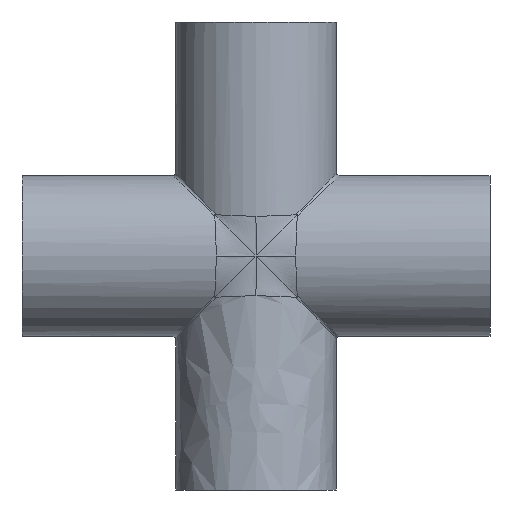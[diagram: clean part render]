
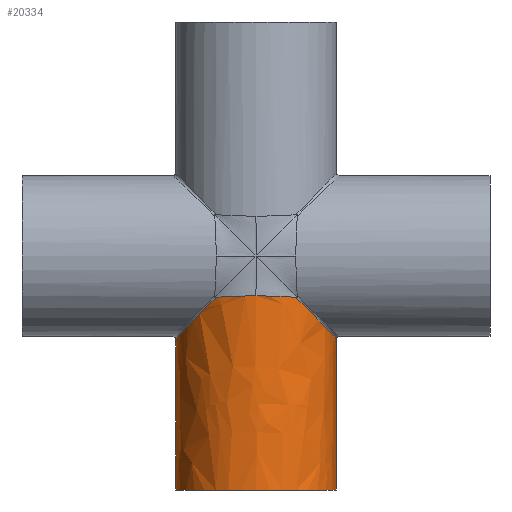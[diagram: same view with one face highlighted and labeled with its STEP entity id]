
A CAD part, front view. The second image highlights one B-rep face of the part: STEP entity #20334.
In plain terms, the highlighted free-form (B-spline) face has degree [1, 2] with [2, 9] control points.
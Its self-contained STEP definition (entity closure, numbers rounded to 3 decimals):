
#1722=CARTESIAN_POINT('',(0.,-64.5,-31.991));
#1723=VERTEX_POINT('',#1722);
#1747=CARTESIAN_POINT('',(32.744,-55.57,-33.759));
#1748=VERTEX_POINT('',#1747);
#1749=CARTESIAN_POINT('',(0.,-64.5,-31.991));
#1750=CARTESIAN_POINT('',(2.991,-64.5,-31.991));
#1751=CARTESIAN_POINT('',(5.982,-64.288,-32.011));
#1752=CARTESIAN_POINT('',(8.855,-63.889,-32.049));
#1753=CARTESIAN_POINT('',(11.824,-63.478,-32.089));
#1754=CARTESIAN_POINT('',(14.667,-62.868,-32.15));
#1755=CARTESIAN_POINT('',(17.273,-62.144,-32.231));
#1756=CARTESIAN_POINT('',(20.308,-61.3,-32.326));
#1757=CARTESIAN_POINT('',(23.021,-60.302,-32.449));
#1758=CARTESIAN_POINT('',(25.285,-59.337,-32.599));
#1759=CARTESIAN_POINT('',(27.561,-58.367,-32.751));
#1760=CARTESIAN_POINT('',(29.386,-57.435,-32.931));
#1761=CARTESIAN_POINT('',(30.67,-56.742,-33.139));
#1762=CARTESIAN_POINT('',(31.807,-56.127,-33.323));
#1763=CARTESIAN_POINT('',(32.522,-55.701,-33.53));
#1764=CARTESIAN_POINT('',(32.744,-55.57,-33.759));
#1765=B_SPLINE_CURVE_WITH_KNOTS('',3,(#1749,#1750,#1751,#1752,#1753,#1754,#1755,#1756,#1757,#1758,#1759,#1760,#1761,#1762,#1763,#1764),.UNSPECIFIED.,.F.,.U.,(4,3,3,3,3,4),(0.5,0.591,0.684,0.793,0.903,1.0),.UNSPECIFIED.);
#1766=EDGE_CURVE('',#1723,#1748,#1765,.T.);
#2310=CARTESIAN_POINT('',(-32.744,-55.57,-33.759));
#2311=VERTEX_POINT('',#2310);
#2319=CARTESIAN_POINT('',(-32.744,-55.57,-33.759));
#2320=CARTESIAN_POINT('',(-32.521,-55.702,-33.529));
#2321=CARTESIAN_POINT('',(-31.801,-56.13,-33.322));
#2322=CARTESIAN_POINT('',(-30.655,-56.749,-33.137));
#2323=CARTESIAN_POINT('',(-29.234,-57.517,-32.907));
#2324=CARTESIAN_POINT('',(-27.152,-58.575,-32.712));
#2325=CARTESIAN_POINT('',(-24.532,-59.653,-32.551));
#2326=CARTESIAN_POINT('',(-22.369,-60.542,-32.419));
#2327=CARTESIAN_POINT('',(-19.839,-61.442,-32.31));
#2328=CARTESIAN_POINT('',(-17.042,-62.208,-32.224));
#2329=CARTESIAN_POINT('',(-14.477,-62.911,-32.146));
#2330=CARTESIAN_POINT('',(-11.687,-63.5,-32.087));
#2331=CARTESIAN_POINT('',(-8.778,-63.9,-32.048));
#2332=CARTESIAN_POINT('',(-5.928,-64.291,-32.01));
#2333=CARTESIAN_POINT('',(-2.964,-64.5,-31.991));
#2334=CARTESIAN_POINT('',(0.,-64.5,-31.991));
#2335=B_SPLINE_CURVE_WITH_KNOTS('',3,(#2319,#2320,#2321,#2322,#2323,#2324,#2325,#2326,#2327,#2328,#2329,#2330,#2331,#2332,#2333,#2334),.UNSPECIFIED.,.F.,.U.,(4,3,3,3,3,4),(0.0,0.098,0.219,0.319,0.41,0.5),.UNSPECIFIED.);
#2336=EDGE_CURVE('',#2311,#1723,#2335,.T.);
#7916=CARTESIAN_POINT('',(0.,64.5,-31.991));
#7917=VERTEX_POINT('',#7916);
#7941=CARTESIAN_POINT('',(-32.744,55.57,-33.759));
#7942=VERTEX_POINT('',#7941);
#7943=CARTESIAN_POINT('',(0.,64.5,-31.991));
#7944=CARTESIAN_POINT('',(-2.991,64.5,-31.991));
#7945=CARTESIAN_POINT('',(-5.982,64.288,-32.011));
#7946=CARTESIAN_POINT('',(-8.855,63.889,-32.049));
#7947=CARTESIAN_POINT('',(-11.824,63.478,-32.089));
#7948=CARTESIAN_POINT('',(-14.667,62.868,-32.15));
#7949=CARTESIAN_POINT('',(-17.273,62.144,-32.231));
#7950=CARTESIAN_POINT('',(-20.308,61.3,-32.326));
#7951=CARTESIAN_POINT('',(-23.021,60.302,-32.449));
#7952=CARTESIAN_POINT('',(-25.285,59.337,-32.599));
#7953=CARTESIAN_POINT('',(-27.561,58.367,-32.751));
#7954=CARTESIAN_POINT('',(-29.386,57.435,-32.931));
#7955=CARTESIAN_POINT('',(-30.67,56.742,-33.139));
#7956=CARTESIAN_POINT('',(-31.807,56.127,-33.323));
#7957=CARTESIAN_POINT('',(-32.522,55.701,-33.53));
#7958=CARTESIAN_POINT('',(-32.744,55.57,-33.759));
#7959=B_SPLINE_CURVE_WITH_KNOTS('',3,(#7943,#7944,#7945,#7946,#7947,#7948,#7949,#7950,#7951,#7952,#7953,#7954,#7955,#7956,#7957,#7958),.UNSPECIFIED.,.F.,.U.,(4,3,3,3,3,4),(0.5,0.591,0.684,0.793,0.903,1.0),.UNSPECIFIED.);
#7960=EDGE_CURVE('',#7917,#7942,#7959,.T.);
#18955=CARTESIAN_POINT('',(32.744,55.57,-33.759));
#18956=VERTEX_POINT('',#18955);
#18964=CARTESIAN_POINT('',(32.744,55.57,-33.759));
#18965=CARTESIAN_POINT('',(32.521,55.702,-33.529));
#18966=CARTESIAN_POINT('',(31.801,56.13,-33.322));
#18967=CARTESIAN_POINT('',(30.655,56.749,-33.137));
#18968=CARTESIAN_POINT('',(29.234,57.517,-32.907));
#18969=CARTESIAN_POINT('',(27.152,58.575,-32.712));
#18970=CARTESIAN_POINT('',(24.532,59.653,-32.551));
#18971=CARTESIAN_POINT('',(22.369,60.542,-32.419));
#18972=CARTESIAN_POINT('',(19.839,61.442,-32.31));
#18973=CARTESIAN_POINT('',(17.042,62.208,-32.224));
#18974=CARTESIAN_POINT('',(14.477,62.911,-32.146));
#18975=CARTESIAN_POINT('',(11.687,63.5,-32.087));
#18976=CARTESIAN_POINT('',(8.778,63.9,-32.048));
#18977=CARTESIAN_POINT('',(5.928,64.291,-32.01));
#18978=CARTESIAN_POINT('',(2.964,64.5,-31.991));
#18979=CARTESIAN_POINT('',(0.,64.5,-31.991));
#18980=B_SPLINE_CURVE_WITH_KNOTS('',3,(#18964,#18965,#18966,#18967,#18968,#18969,#18970,#18971,#18972,#18973,#18974,#18975,#18976,#18977,#18978,#18979),.UNSPECIFIED.,.F.,.U.,(4,3,3,3,3,4),(0.0,0.098,0.219,0.319,0.41,0.5),.UNSPECIFIED.);
#18981=EDGE_CURVE('',#18956,#7917,#18980,.T.);
#19895=CARTESIAN_POINT('',(0.0,0.0,0.0));
#19896=DIRECTION('',(-0.718,0.0,0.696));
#19897=DIRECTION('',(-0.696,0.0,-0.718));
#19898=AXIS2_PLACEMENT_3D('',#19895,#19896,#19897);
#19899=ELLIPSE('',#19898,92.642,64.5);
#19900=EDGE_CURVE('',#7942,#2311,#19899,.T.);
#20087=CARTESIAN_POINT('',(0.0,0.0,0.0));
#20088=DIRECTION('',(0.718,0.0,0.696));
#20089=DIRECTION('',(0.696,0.0,-0.718));
#20090=AXIS2_PLACEMENT_3D('',#20087,#20088,#20089);
#20091=ELLIPSE('',#20090,92.642,64.5);
#20092=EDGE_CURVE('',#1748,#18956,#20091,.T.);
#20289=CARTESIAN_POINT('',(64.5,0.,-187.5));
#20290=CARTESIAN_POINT('',(64.5,0.,-31.991));
#20291=CARTESIAN_POINT('',(64.5,-64.5,-187.5));
#20292=CARTESIAN_POINT('',(64.5,-64.5,-31.991));
#20293=CARTESIAN_POINT('',(0.,-64.5,-187.5));
#20294=CARTESIAN_POINT('',(0.,-64.5,-31.991));
#20295=CARTESIAN_POINT('',(-64.5,-64.5,-187.5));
#20296=CARTESIAN_POINT('',(-64.5,-64.5,-31.991));
#20297=CARTESIAN_POINT('',(-64.5,0.,-187.5));
#20298=CARTESIAN_POINT('',(-64.5,0.,-31.991));
#20299=CARTESIAN_POINT('',(-64.5,64.5,-187.5));
#20300=CARTESIAN_POINT('',(-64.5,64.5,-31.991));
#20301=CARTESIAN_POINT('',(0.,64.5,-187.5));
#20302=CARTESIAN_POINT('',(0.,64.5,-31.991));
#20303=CARTESIAN_POINT('',(64.5,64.5,-187.5));
#20304=CARTESIAN_POINT('',(64.5,64.5,-31.991));
#20305=CARTESIAN_POINT('',(64.5,0.,-187.5));
#20306=CARTESIAN_POINT('',(64.5,0.,-31.991));
#20314=(BOUNDED_SURFACE()B_SPLINE_SURFACE(1,2,((#20289,#20291,#20293,#20295,#20297,#20299,#20301,#20303,#20305),(#20290,#20292,#20294,#20296,#20298,#20300,#20302,#20304,#20306)),.UNSPECIFIED.,.F.,.T.,.U.)B_SPLINE_SURFACE_WITH_KNOTS((2,2),(3,2,2,2,3),(0.0,2.411),(0.0,101.316,202.633,303.949,405.265),.UNSPECIFIED.)GEOMETRIC_REPRESENTATION_ITEM()RATIONAL_B_SPLINE_SURFACE(((1.0,0.707,1.0,0.707,1.0,0.707,1.0,0.707,1.0),(1.0,0.707,1.0,0.707,1.0,0.707,1.0,0.707,1.0)))REPRESENTATION_ITEM('')SURFACE());
#20315=CARTESIAN_POINT('',(64.5,0.,-187.5));
#20316=VERTEX_POINT('',#20315);
#20317=CARTESIAN_POINT('',(0.0,0.0,-187.5));
#20318=DIRECTION('',(0.0,0.0,-1.0));
#20319=DIRECTION('',(-1.0,0.0,0.0));
#20320=AXIS2_PLACEMENT_3D('',#20317,#20318,#20319);
#20321=CIRCLE('',#20320,64.5);
#20322=EDGE_CURVE('',#20316,#20316,#20321,.T.);
#20323=ORIENTED_EDGE('',*,*,#20322,.F.);
#20324=EDGE_LOOP('',(#20323));
#20325=FACE_OUTER_BOUND('',#20324,.T.);
#20326=ORIENTED_EDGE('',*,*,#2336,.F.);
#20327=ORIENTED_EDGE('',*,*,#19900,.F.);
#20328=ORIENTED_EDGE('',*,*,#7960,.F.);
#20329=ORIENTED_EDGE('',*,*,#18981,.F.);
#20330=ORIENTED_EDGE('',*,*,#20092,.F.);
#20331=ORIENTED_EDGE('',*,*,#1766,.F.);
#20332=EDGE_LOOP('',(#20326,#20327,#20328,#20329,#20330,#20331));
#20333=FACE_BOUND('',#20332,.T.);
#20334=ADVANCED_FACE('',(#20325,#20333),#20314,.T.);
